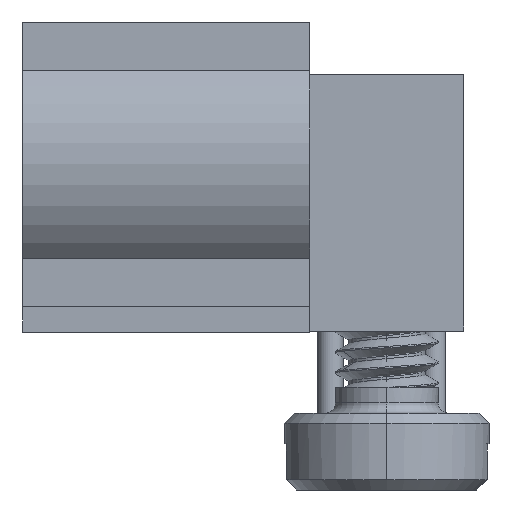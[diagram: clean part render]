
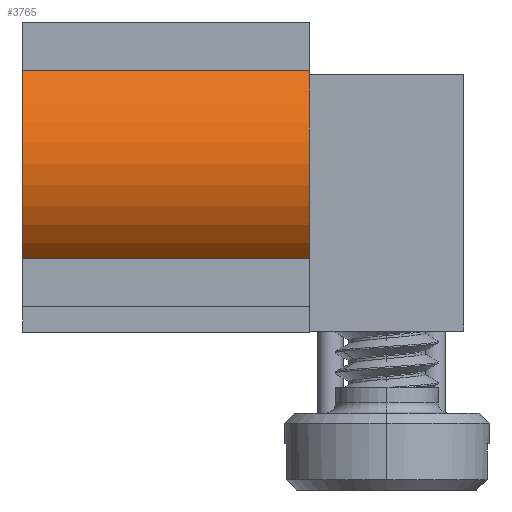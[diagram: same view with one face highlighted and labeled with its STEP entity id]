
A CAD part, left-side view. The second image highlights one B-rep face of the part: STEP entity #3765.
In plain terms, the highlighted cylindrical face has radius 2.5 mm (diameter 5 mm), a partial arc.
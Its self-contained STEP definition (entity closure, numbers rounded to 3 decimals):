
#80=CARTESIAN_POINT('',(-5.5,3.4,0.));
#81=DIRECTION('',(0.,-1.,0.));
#82=DIRECTION('',(-0.68,0.,0.733));
#83=AXIS2_PLACEMENT_3D('',#80,#81,#82);
#566=CARTESIAN_POINT('',(-5.5,-2.2,0.));
#567=DIRECTION('',(0.,-1.,0.));
#568=DIRECTION('',(-0.68,0.,0.733));
#569=AXIS2_PLACEMENT_3D('',#566,#567,#568);
#1863=DIRECTION('',(0.,-1.,0.));
#1864=VECTOR('',#1863,5.6);
#1865=CARTESIAN_POINT('',(-7.2,3.4,1.833));
#1866=LINE('',#1865,#1864);
#1870=DIRECTION('',(0.,-1.,0.));
#1871=VECTOR('',#1870,5.6);
#1872=CARTESIAN_POINT('',(-7.2,3.4,-1.833));
#1873=LINE('',#1872,#1871);
#2107=CARTESIAN_POINT('',(-7.2,3.4,1.833));
#2109=VERTEX_POINT('',#2107);
#2110=CARTESIAN_POINT('',(-7.2,3.4,-1.833));
#2111=VERTEX_POINT('',#2110);
#2116=CARTESIAN_POINT('',(-7.2,-2.2,1.833));
#2117=VERTEX_POINT('',#2116);
#2118=CARTESIAN_POINT('',(-7.2,-2.2,-1.833));
#2119=VERTEX_POINT('',#2118);
#3753=CARTESIAN_POINT('',(-5.5,3.4,0.));
#3754=DIRECTION('',(0.,-1.,0.));
#3755=DIRECTION('',(-1.,0.,0.));
#3756=AXIS2_PLACEMENT_3D('',#3753,#3754,#3755);
#3757=CYLINDRICAL_SURFACE('',#3756,2.5);
#3758=ORIENTED_EDGE('',*,*,#2231,.F.);
#3759=ORIENTED_EDGE('',*,*,#3748,.T.);
#3760=ORIENTED_EDGE('',*,*,#2553,.T.);
#3762=ORIENTED_EDGE('',*,*,#3761,.F.);
#3763=EDGE_LOOP('',(#3758,#3759,#3760,#3762));
#3764=FACE_OUTER_BOUND('',#3763,.F.);
#3765=ADVANCED_FACE('',(#3764),#3757,.T.);
#84=CIRCLE('',#83,2.5);
#570=CIRCLE('',#569,2.5);
#2231=EDGE_CURVE('',#2109,#2111,#84,.T.);
#2553=EDGE_CURVE('',#2117,#2119,#570,.T.);
#3748=EDGE_CURVE('',#2109,#2117,#1866,.T.);
#3761=EDGE_CURVE('',#2111,#2119,#1873,.T.);
